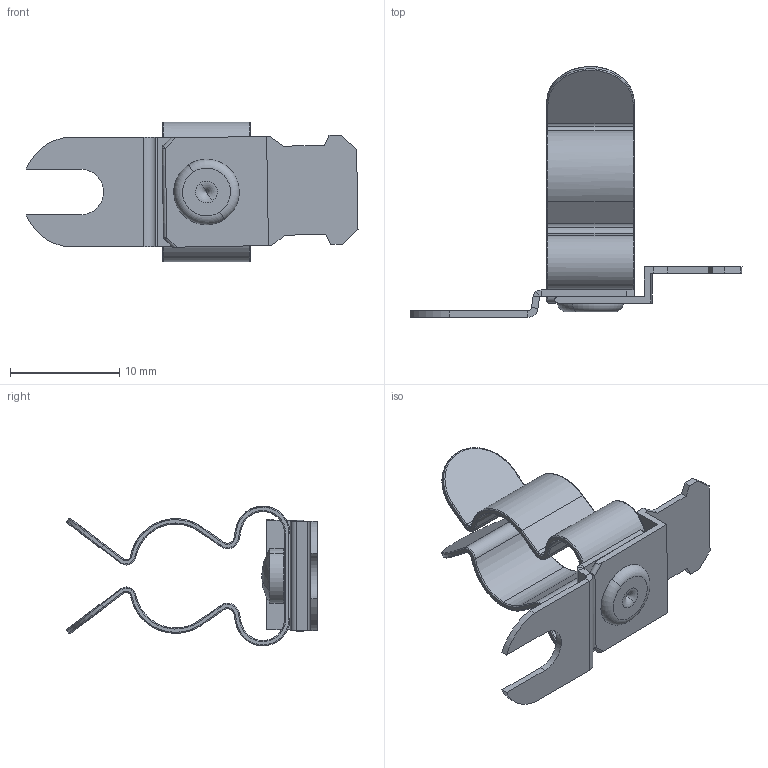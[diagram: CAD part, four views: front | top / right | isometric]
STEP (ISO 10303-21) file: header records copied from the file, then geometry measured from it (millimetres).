
FILE_DESCRIPTION (( 'STEP AP214' ), '1' );
FILE_NAME ('1022-524.STEP', '2024-03-20T10:05:43', ( '' ), ( '' ), 'SwSTEP 2.0', 'SolidWorks 2022', '' );
FILE_SCHEMA (( 'AUTOMOTIVE_DESIGN' ));
Length unit declared in the file: millimetre
Products named in the file (5): 3x1,5_1,8mm Blechstärke; 1022-062.Kunde; 1022-052 .; 1010-004.; 1022-524
Assembly tree (4 placements, depth 2):
  1022-524
    1022-062.Kunde
    1022-052 .
    3x1,5_1,8mm Blechstärke
    1010-004.
Bounding box: 30.4 x 22.96 x 12.8 mm (x, y, z)
Volume: 516.4 mm3; surface area: 1967.3 mm2
Topology: 4 solids, 4 shells, 306 faces, 764 edges, 475 vertices
Faces by surface type: plane 134, cylinder 83, bspline 80, sphere 5, torus 4
Entity records: 13515 total; most frequent: CARTESIAN_POINT 4868, ORIENTED_EDGE 1520, DIRECTION 1332, EDGE_CURVE 760, VERTEX_POINT 475, AXIS2_PLACEMENT_3D 448, VECTOR 436, LINE 436
